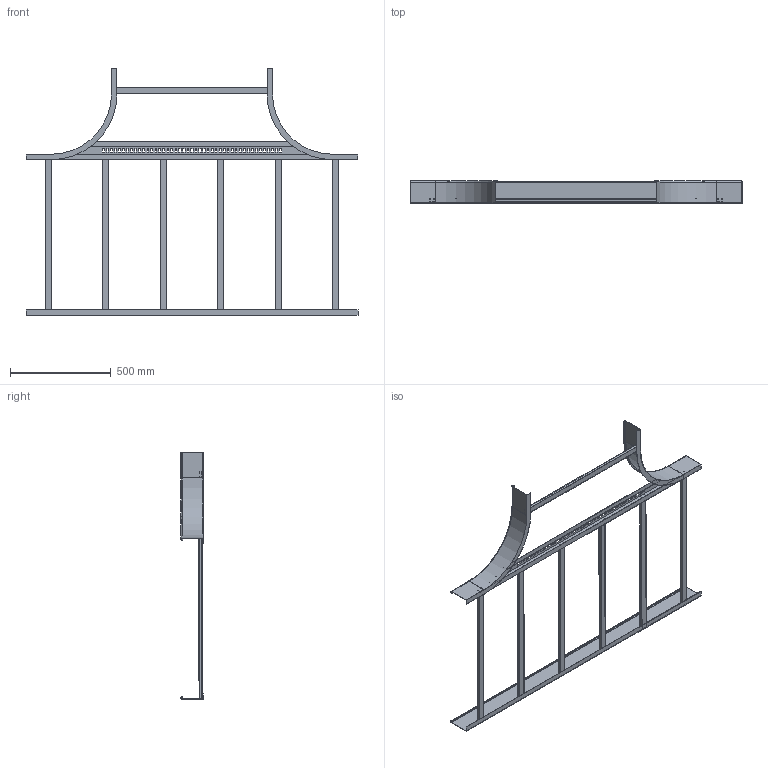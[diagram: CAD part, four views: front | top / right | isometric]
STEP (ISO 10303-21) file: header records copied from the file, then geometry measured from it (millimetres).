
FILE_DESCRIPTION (( 'STEP AP214' ), '1' );
FILE_NAME ('6225364.STP', '2017-03-24T08:03:51', ( '' ), ( '' ), 'SwSTEP 2.0', 'SolidWorks 2016', '' );
FILE_SCHEMA (( 'AUTOMOTIVE_DESIGN' ));
Length unit declared in the file: millimetre
Products named in the file (5): 6225364; 087829_Gegenholm 110x1650; 082108_L793; 085502_St》zprofil f〉 R300 NB800; 087827_Innenholm 110xR300
Assembly tree (11 placements, depth 2):
  6225364
    087827_Innenholm 110xR300  x2
    085502_St》zprofil f〉 R300 NB800
    082108_L793  x7
    087829_Gegenholm 110x1650
Bounding box: 1650 x 110 x 1225 mm (x, y, z)
Volume: 1933067.3 mm3; surface area: 1982007 mm2
Topology: 11 solids, 11 shells, 514 faces, 1428 edges, 936 vertices
Faces by surface type: plane 476, cylinder 26, bspline 8, torus 4
Entity records: 10824 total; most frequent: CARTESIAN_POINT 2748, ORIENTED_EDGE 1684, DIRECTION 1452, EDGE_CURVE 842, LINE 776, VECTOR 776, VERTEX_POINT 552, EDGE_LOOP 388
